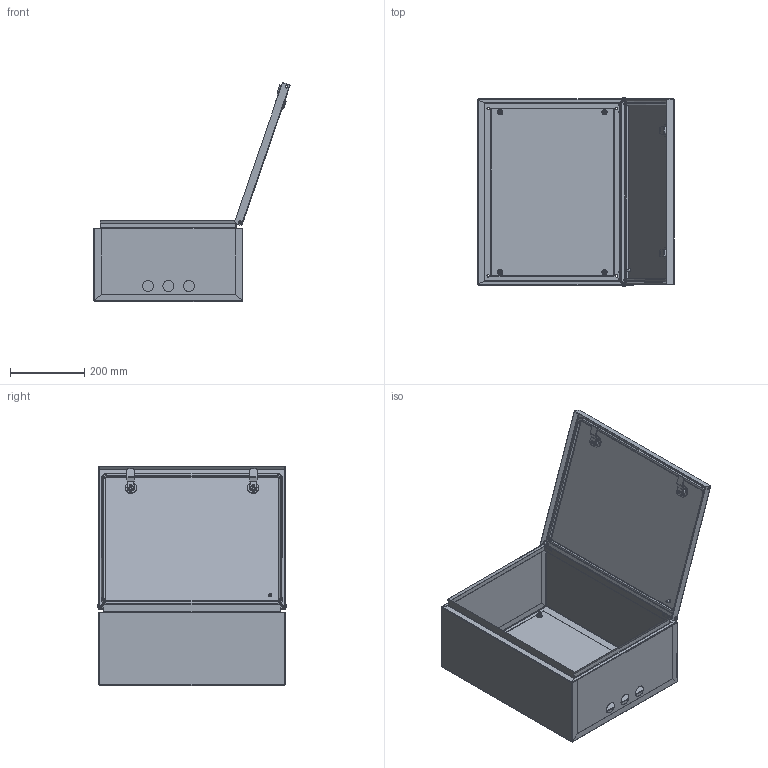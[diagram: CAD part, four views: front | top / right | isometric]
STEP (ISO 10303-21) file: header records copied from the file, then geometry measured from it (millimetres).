
FILE_DESCRIPTION (( 'STEP AP214' ), '1' );
FILE_NAME ('ﾙﾌﾏ-50.40.22 (ﾙﾐﾍﾌ-2) IP54 EKF Basic.STEP', '2018-10-05T10:09:04', ( 'Admin' ), ( '' ), 'SwSTEP 2.0', 'SolidWorks 2017', '' );
FILE_SCHEMA (( 'AUTOMOTIVE_DESIGN' ));
Length unit declared in the file: millimetre
Products named in the file (18): Øïèëüêà îáìåäíåííàÿ Ì6õ20; Ñòåíêà çàäíÿÿ ÌÈ-1602.01.01.001; ﾙﾌﾏ-50.40.22 (ﾙﾐﾍﾌ-2) IP54 EKF Basic; pan head cross recess screw_iso_ISO 7045 - M4 x 16 - Z --- 16N; hex flange nut_din_Hexagon Flange Nut DIN 6923 - M6 - N; Äâåðü â ñáîðå ÌÈ-1602.02.00.000 ÑÁ; ﾇ瑟鶴 IP54; Çàêëåïêà öèëèíäðè÷åñêàÿ Ì4 ÑÒ-Á ñ âíóòðåííåé ðåçüáîé_Œ8; ÏÀÊ íà äâåðü ÌÈ-1602; ﾄ粢 ﾌﾈ-1602.02.00.001; Ïàíåëü ìîíòàæíàÿ ÌÈ-1602.00.00.001; Êîðïóñ â ñáîðå ÌÈ-1602.01.00.000 ÑÁ; rivet 02_din_DIN 660-4x8-St-A-3; Ïåòëÿ; Ñòåíêà íèæíÿÿ ÌÈ-1602.01.00.002; Ñòåíêà âåðõíÿÿ ÌÈ-1602.01.00.001; Ñòåíêà çàäíÿÿ â ñáîðå ÌÈ-1602.01.01.000 ÑÁ; Øïèëüêà Ì6õ12
Assembly tree (31 placements, depth 4):
  ﾙﾌﾏ-50.40.22 (ﾙﾐﾍﾌ-2) IP54 EKF Basic
    Êîðïóñ â ñáîðå ÌÈ-1602.01.00.000 ÑÁ
      Ñòåíêà çàäíÿÿ â ñáîðå ÌÈ-1602.01.01.000 ÑÁ
        Ñòåíêà çàäíÿÿ ÌÈ-1602.01.01.001
        Øïèëüêà îáìåäíåííàÿ Ì6õ20  x4
        Øïèëüêà Ì6õ12
      Ñòåíêà âåðõíÿÿ ÌÈ-1602.01.00.001
      Ñòåíêà íèæíÿÿ ÌÈ-1602.01.00.002
      Ïåòëÿ  x2
      rivet 02_din_DIN 660-4x8-St-A-3  x4
    Ïàíåëü ìîíòàæíàÿ ÌÈ-1602.00.00.001
    Äâåðü â ñáîðå ÌÈ-1602.02.00.000 ÑÁ
      ﾄ粢 ﾌﾈ-1602.02.00.001
      ÏÀÊ íà äâåðü ÌÈ-1602
      Øïèëüêà Ì6õ12
      Çàêëåïêà öèëèíäðè÷åñêàÿ Ì4 ÑÒ-Á ñ âíóòðåííåé ðåçüáîé_Œ8  x2
      ﾇ瑟鶴 IP54  x2
    hex flange nut_din_Hexagon Flange Nut DIN 6923 - M6 - N  x4
    pan head cross recess screw_iso_ISO 7045 - M4 x 16 - Z --- 16N  x2
Bounding box: 526.83 x 507.64 x 588.51 mm (x, y, z)
Volume: 861225.1 mm3; surface area: 2146335.5 mm2
Topology: 34 solids, 34 shells, 1308 faces, 3214 edges, 1984 vertices
Faces by surface type: plane 654, cylinder 322, bspline 160, cone 108, torus 56, sphere 8
Entity records: 27640 total; most frequent: CARTESIAN_POINT 8359, ORIENTED_EDGE 3840, DIRECTION 3678, EDGE_CURVE 1920, AXIS2_PLACEMENT_3D 1251, VERTEX_POINT 1182, LINE 1176, VECTOR 1176
